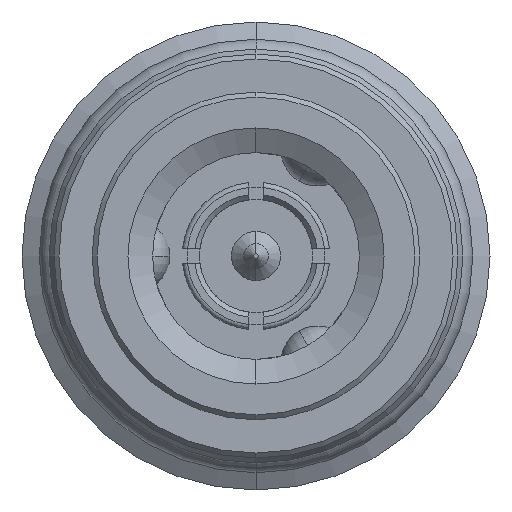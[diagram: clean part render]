
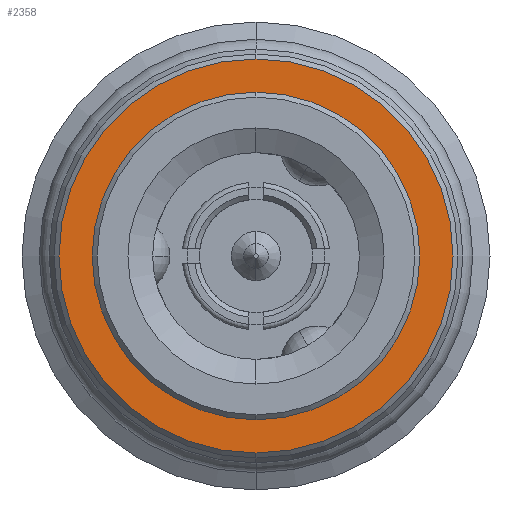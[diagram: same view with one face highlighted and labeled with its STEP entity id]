
A CAD part, left-side view. The second image highlights one B-rep face of the part: STEP entity #2358.
In plain terms, the highlighted planar face has unit normal (-1, 0, 0).
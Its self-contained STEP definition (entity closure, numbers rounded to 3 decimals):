
#23 = PLANE ( 'NONE',  #1085 ) ;
#115 = DIRECTION ( 'NONE',  ( -1., 0., 0. ) ) ;
#371 = VERTEX_POINT ( 'NONE', #836 ) ;
#374 = VERTEX_POINT ( 'NONE', #1747 ) ;
#418 = DIRECTION ( 'NONE',  ( -1., 0., 0. ) ) ;
#586 = CARTESIAN_POINT ( 'NONE',  ( 853.787, 387.963, 0. ) ) ;
#600 = DIRECTION ( 'NONE',  ( -1., 0., 0. ) ) ;
#651 = EDGE_CURVE ( 'NONE', #371, #374, #2891, .T. ) ;
#717 = ORIENTED_EDGE ( 'NONE', *, *, #1877, .T. ) ;
#751 = DIRECTION ( 'NONE',  ( 0., 0., 1. ) ) ;
#784 = DIRECTION ( 'NONE',  ( -1., 0., 0. ) ) ;
#804 = VERTEX_POINT ( 'NONE', #1514 ) ;
#836 = CARTESIAN_POINT ( 'NONE',  ( 853.787, 387.963, 3.325 ) ) ;
#860 = EDGE_CURVE ( 'NONE', #3662, #804, #3940, .T. ) ;
#867 = DIRECTION ( 'NONE',  ( -1., 0., 0. ) ) ;
#971 = AXIS2_PLACEMENT_3D ( 'NONE', #983, #115, #1378 ) ;
#983 = CARTESIAN_POINT ( 'NONE',  ( 853.787, 387.963, 0. ) ) ;
#1085 = AXIS2_PLACEMENT_3D ( 'NONE', #1917, #867, #1234 ) ;
#1141 = EDGE_CURVE ( 'NONE', #374, #371, #2168, .T. ) ;
#1234 = DIRECTION ( 'NONE',  ( 0., 0., 1. ) ) ;
#1282 = AXIS2_PLACEMENT_3D ( 'NONE', #1829, #418, #2853 ) ;
#1378 = DIRECTION ( 'NONE',  ( 0., 0., 1. ) ) ;
#1514 = CARTESIAN_POINT ( 'NONE',  ( 853.787, 387.963, 4. ) ) ;
#1650 = EDGE_LOOP ( 'NONE', ( #2151, #2144 ) ) ;
#1695 = AXIS2_PLACEMENT_3D ( 'NONE', #1707, #600, #2505 ) ;
#1707 = CARTESIAN_POINT ( 'NONE',  ( 853.787, 387.963, 0. ) ) ;
#1747 = CARTESIAN_POINT ( 'NONE',  ( 853.787, 387.963, -3.325 ) ) ;
#1829 = CARTESIAN_POINT ( 'NONE',  ( 853.787, 387.963, 0. ) ) ;
#1877 = EDGE_CURVE ( 'NONE', #804, #3662, #3872, .T. ) ;
#1917 = CARTESIAN_POINT ( 'NONE',  ( 853.787, 391.288, 0. ) ) ;
#1982 = FACE_BOUND ( 'NONE', #1650, .T. ) ;
#2144 = ORIENTED_EDGE ( 'NONE', *, *, #1141, .F. ) ;
#2151 = ORIENTED_EDGE ( 'NONE', *, *, #651, .F. ) ;
#2168 = CIRCLE ( 'NONE', #1695, 3.325 ) ;
#2271 = AXIS2_PLACEMENT_3D ( 'NONE', #586, #784, #751 ) ;
#2358 = ADVANCED_FACE ( 'NONE', ( #3630, #1982 ), #23, .T. ) ;
#2505 = DIRECTION ( 'NONE',  ( 0., 0., 1. ) ) ;
#2853 = DIRECTION ( 'NONE',  ( 0., 0., 1. ) ) ;
#2891 = CIRCLE ( 'NONE', #2271, 3.325 ) ;
#3177 = ORIENTED_EDGE ( 'NONE', *, *, #860, .T. ) ;
#3509 = EDGE_LOOP ( 'NONE', ( #3177, #717 ) ) ;
#3630 = FACE_OUTER_BOUND ( 'NONE', #3509, .T. ) ;
#3662 = VERTEX_POINT ( 'NONE', #3920 ) ;
#3872 = CIRCLE ( 'NONE', #1282, 4. ) ;
#3920 = CARTESIAN_POINT ( 'NONE',  ( 853.787, 387.963, -4. ) ) ;
#3940 = CIRCLE ( 'NONE', #971, 4. ) ;
